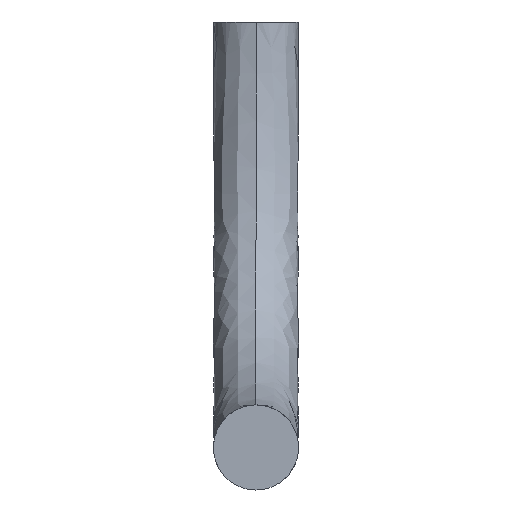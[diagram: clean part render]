
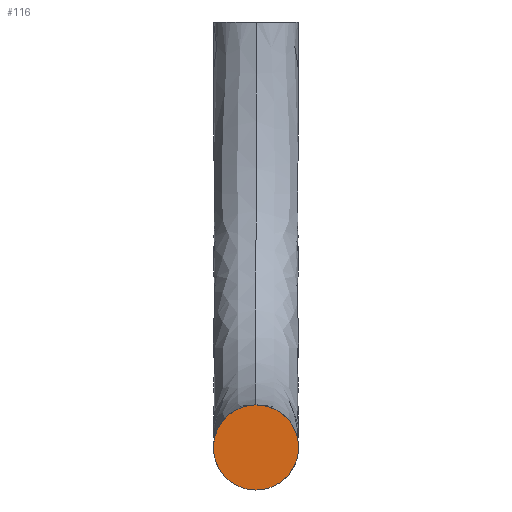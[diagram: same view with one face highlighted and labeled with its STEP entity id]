
A CAD part, front view. The second image highlights one B-rep face of the part: STEP entity #116.
In plain terms, the highlighted planar face has unit normal (0, -1, 0).
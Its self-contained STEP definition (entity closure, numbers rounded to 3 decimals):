
#21=PLANE('',#134);
#28=FACE_OUTER_BOUND('',#35,.T.);
#35=EDGE_LOOP('',(#104,#105));
#39=B_SPLINE_CURVE_WITH_KNOTS('',3,(#228,#229,#230,#231,#232,#233,#234),
 .UNSPECIFIED.,.F.,.F.,(4,1,1,1,4),(-1.571,-1.122,
-0.224,0.673,1.571),.UNSPECIFIED.);
#48=B_SPLINE_CURVE_WITH_KNOTS('',3,(#787,#788,#789,#790,#791,#792,#793),
 .UNSPECIFIED.,.F.,.F.,(4,1,1,1,4),(-1.571,-0.673,
0.224,1.122,1.571),.UNSPECIFIED.);
#54=VERTEX_POINT('',#213);
#55=VERTEX_POINT('',#227);
#64=EDGE_CURVE('',#55,#54,#39,.T.);
#73=EDGE_CURVE('',#54,#55,#48,.T.);
#104=ORIENTED_EDGE('',*,*,#64,.T.);
#105=ORIENTED_EDGE('',*,*,#73,.T.);
#116=ADVANCED_FACE('',(#28),#21,.T.);
#134=AXIS2_PLACEMENT_3D('',#1043,#144,#145);
#144=DIRECTION('center_axis',(0.,-1.,0.));
#145=DIRECTION('ref_axis',(0.,0.,1.));
#213=CARTESIAN_POINT('',(15.,-9.273,14.392));
#227=CARTESIAN_POINT('',(15.,-9.273,9.392));
#228=CARTESIAN_POINT('Ctrl Pts',(15.,-9.273,9.392));
#229=CARTESIAN_POINT('Ctrl Pts',(15.374,-9.273,9.392));
#230=CARTESIAN_POINT('Ctrl Pts',(16.501,-9.273,9.64));
#231=CARTESIAN_POINT('Ctrl Pts',(17.79,-9.273,11.254));
#232=CARTESIAN_POINT('Ctrl Pts',(17.237,-9.273,13.676));
#233=CARTESIAN_POINT('Ctrl Pts',(15.748,-9.273,14.392));
#234=CARTESIAN_POINT('Ctrl Pts',(15.,-9.273,14.392));
#787=CARTESIAN_POINT('Ctrl Pts',(15.,-9.273,14.392));
#788=CARTESIAN_POINT('Ctrl Pts',(14.252,-9.273,14.392));
#789=CARTESIAN_POINT('Ctrl Pts',(12.763,-9.273,13.676));
#790=CARTESIAN_POINT('Ctrl Pts',(12.21,-9.273,11.254));
#791=CARTESIAN_POINT('Ctrl Pts',(13.499,-9.273,9.64));
#792=CARTESIAN_POINT('Ctrl Pts',(14.626,-9.273,9.392));
#793=CARTESIAN_POINT('Ctrl Pts',(15.,-9.273,9.392));
#1043=CARTESIAN_POINT('Origin',(20.,-9.273,6.892));
